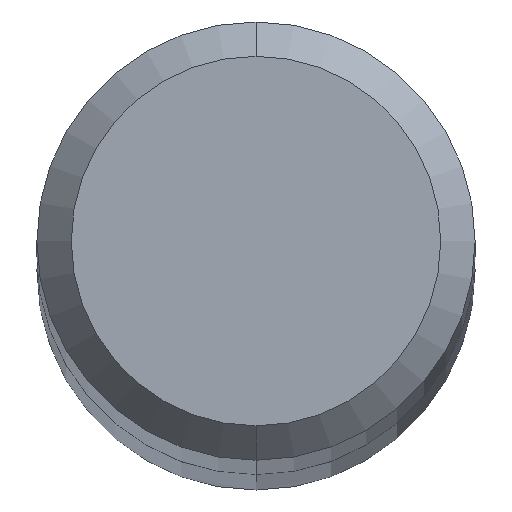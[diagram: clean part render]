
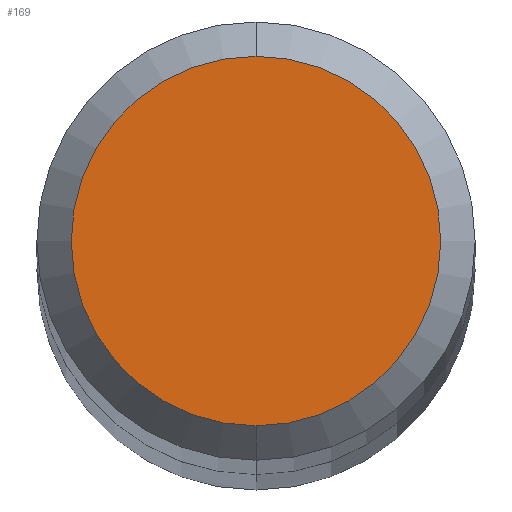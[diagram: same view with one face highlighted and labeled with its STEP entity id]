
A CAD part, top view. The second image highlights one B-rep face of the part: STEP entity #169.
In plain terms, the highlighted planar face has unit normal (0, 0, 1).
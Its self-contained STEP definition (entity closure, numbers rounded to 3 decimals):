
#169=ADVANCED_FACE('',(#429),#430,.T.);
#195=VERTEX_POINT('',#457);
#271=EDGE_CURVE('',#383,#195,#544,.T.);
#329=EDGE_CURVE('',#195,#383,#608,.T.);
#383=VERTEX_POINT('',#665);
#429=FACE_OUTER_BOUND('',#708,.T.);
#430=PLANE('',#709);
#457=CARTESIAN_POINT('',(0.,-2.15,93.0));
#544=CIRCLE('',#902,2.15);
#608=CIRCLE('',#1063,2.15);
#665=CARTESIAN_POINT('',(0.0,2.15,93.0));
#708=EDGE_LOOP('',(#1291,#1292));
#709=AXIS2_PLACEMENT_3D('',#1293,#1294,#1295);
#902=AXIS2_PLACEMENT_3D('',#1428,#1429,#1430);
#1063=AXIS2_PLACEMENT_3D('',#1505,#1506,#1507);
#1291=ORIENTED_EDGE('',*,*,#271,.F.);
#1292=ORIENTED_EDGE('',*,*,#329,.F.);
#1293=CARTESIAN_POINT('',(0.0,1.075,93.0));
#1294=DIRECTION('',(-0.0,0.0,1.0));
#1295=DIRECTION('',(0.0,-1.0,0.0));
#1428=CARTESIAN_POINT('',(0.0,0.0,93.0));
#1429=DIRECTION('',(0.0,0.0,-1.0));
#1430=DIRECTION('',(0.0,1.0,0.0));
#1505=CARTESIAN_POINT('',(0.0,0.0,93.0));
#1506=DIRECTION('',(0.0,0.0,-1.0));
#1507=DIRECTION('',(0.0,1.0,0.0));
